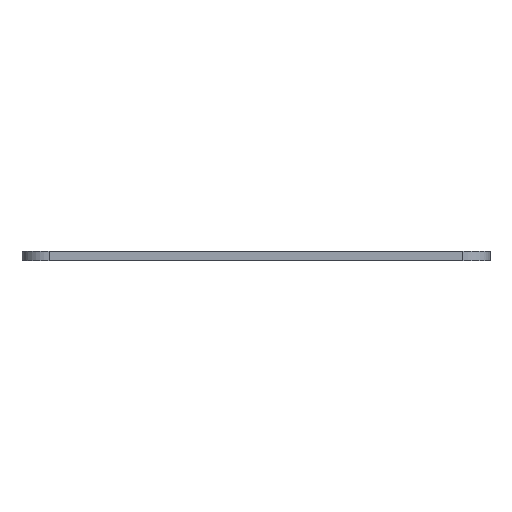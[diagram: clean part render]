
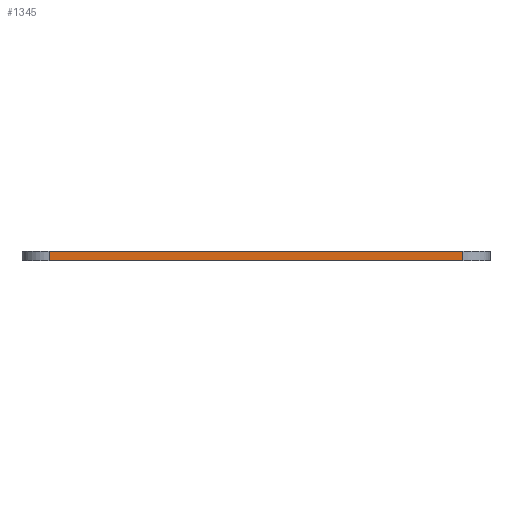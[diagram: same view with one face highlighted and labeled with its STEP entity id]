
A CAD part, left-side view. The second image highlights one B-rep face of the part: STEP entity #1345.
In plain terms, the highlighted planar face has unit normal (-1, 0, 0).
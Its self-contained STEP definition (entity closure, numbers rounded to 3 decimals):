
#197=FACE_OUTER_BOUND('',#274,.T.);
#274=EDGE_LOOP('',(#1179,#1180,#1181,#1182));
#325=LINE('',#1987,#453);
#350=LINE('',#2085,#478);
#353=LINE('',#2092,#481);
#414=LINE('',#2254,#542);
#453=VECTOR('',#1595,10.);
#478=VECTOR('',#1674,10.);
#481=VECTOR('',#1683,10.);
#542=VECTOR('',#1866,10.);
#582=VERTEX_POINT('',#1984);
#583=VERTEX_POINT('',#1986);
#629=VERTEX_POINT('',#2083);
#630=VERTEX_POINT('',#2090);
#728=EDGE_CURVE('',#582,#583,#325,.T.);
#777=EDGE_CURVE('',#629,#582,#350,.T.);
#781=EDGE_CURVE('',#583,#630,#353,.T.);
#862=EDGE_CURVE('',#630,#629,#414,.T.);
#1179=ORIENTED_EDGE('',*,*,#777,.F.);
#1180=ORIENTED_EDGE('',*,*,#862,.F.);
#1181=ORIENTED_EDGE('',*,*,#781,.F.);
#1182=ORIENTED_EDGE('',*,*,#728,.F.);
#1279=PLANE('',#1477);
#1345=ADVANCED_FACE('',(#197),#1279,.T.);
#1477=AXIS2_PLACEMENT_3D('',#2253,#1864,#1865);
#1595=DIRECTION('',(0.,1.,0.));
#1674=DIRECTION('',(0.,0.,-1.));
#1683=DIRECTION('',(0.,0.,1.));
#1864=DIRECTION('center_axis',(-1.,0.,0.));
#1865=DIRECTION('ref_axis',(0.,-1.,0.));
#1866=DIRECTION('',(0.,-1.,0.));
#1984=CARTESIAN_POINT('',(25.025,-143.075,13.));
#1986=CARTESIAN_POINT('',(25.025,-74.575,13.));
#1987=CARTESIAN_POINT('',(25.025,-147.575,13.));
#2083=CARTESIAN_POINT('',(25.025,-143.075,14.5));
#2085=CARTESIAN_POINT('',(25.025,-143.075,13.));
#2090=CARTESIAN_POINT('',(25.025,-74.575,14.5));
#2092=CARTESIAN_POINT('',(25.025,-74.575,13.));
#2253=CARTESIAN_POINT('Origin',(25.025,-70.075,13.));
#2254=CARTESIAN_POINT('',(25.025,-147.575,14.5));
